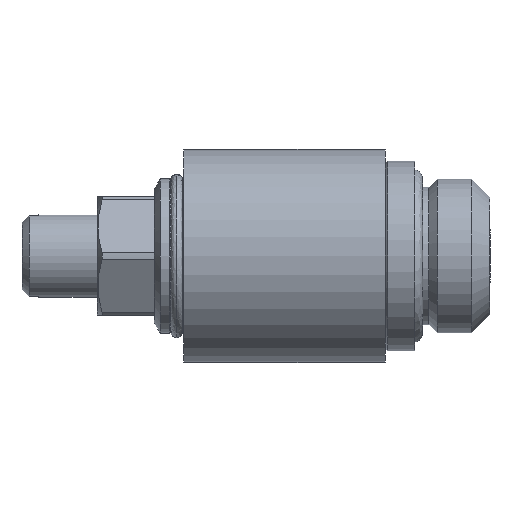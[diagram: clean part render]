
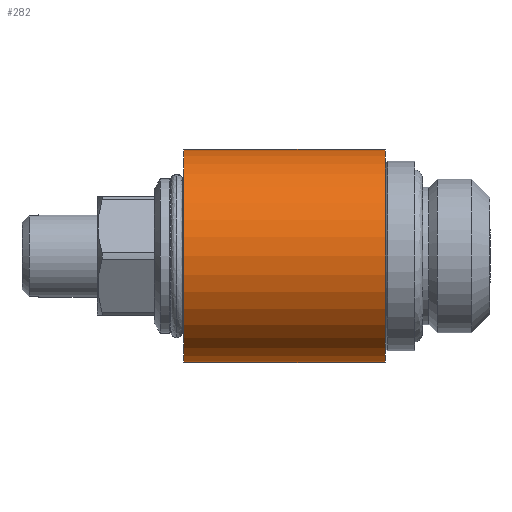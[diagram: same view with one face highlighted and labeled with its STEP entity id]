
A CAD part, left-side view. The second image highlights one B-rep face of the part: STEP entity #282.
In plain terms, the highlighted cylindrical face has radius 9 mm (diameter 18 mm), a full revolution.
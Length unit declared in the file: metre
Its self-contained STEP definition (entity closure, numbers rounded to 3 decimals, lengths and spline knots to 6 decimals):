
#282 = ADVANCED_FACE( 'NONE', ( #601, #602, #603 ), #604, .T. );
#601 = FACE_OUTER_BOUND( '', #1207, .T. );
#602 = FACE_OUTER_BOUND( '', #1208, .T. );
#603 = FACE_BOUND( '', #1209, .T. );
#604 = CYLINDRICAL_SURFACE( '', #1210, 0.009 );
#1207 = EDGE_LOOP( '', ( #1971 ) );
#1208 = EDGE_LOOP( '', ( #1972 ) );
#1209 = EDGE_LOOP( '', ( #1973, #1974 ) );
#1210 = AXIS2_PLACEMENT_3D( '', #1975, #1976, #1977 );
#1971 = ORIENTED_EDGE( '', *, *, #2348, .T. );
#1972 = ORIENTED_EDGE( '', *, *, #2480, .T. );
#1973 = ORIENTED_EDGE( '', *, *, #2517, .T. );
#1974 = ORIENTED_EDGE( '', *, *, #2356, .T. );
#1975 = CARTESIAN_POINT( '', ( 0., 0.032286, 0. ) );
#1976 = DIRECTION( '', ( 0., 1., 0. ) );
#1977 = DIRECTION( '', ( 0., 0., 1. ) );
#2348 = EDGE_CURVE( 'NONE', #2658, #2658, #2659, .T. );
#2356 = EDGE_CURVE( 'NONE', #2664, #2670, #2672, .T. );
#2480 = EDGE_CURVE( 'NONE', #2864, #2864, #2865, .T. );
#2517 = EDGE_CURVE( 'NONE', #2670, #2664, #2916, .T. );
#2658 = VERTEX_POINT( '', #3172 );
#2659 = CIRCLE( '', #3173, 0.009 );
#2664 = VERTEX_POINT( 'NONE', #3178 );
#2670 = VERTEX_POINT( 'NONE', #3217 );
#2672 = B_SPLINE_CURVE_WITH_KNOTS( '', 3, ( #3219, #3220, #3221, #3222, #3223, #3224, #3225, #3226, #3227, #3228, #3229, #3230, #3231, #3232, #3233, #3234, #3235, #3236, #3237, #3238, #3239, #3240, #3241, #3242, #3243, #3244 ), .UNSPECIFIED., .F., .F., ( 4, 1, 1, 1, 1, 1, 1, 1, 1, 1, 1, 1, 1, 1, 1, 1, 1, 1, 1, 1, 1, 1, 1, 4 ), ( 0., 0.016658, 0.032603, 0.047867, 0.062489, 0.093708, 0.124968, 0.186817, 0.249971, 0.311953, 0.374978, 0.438108, 0.499985, 0.563047, 0.624989, 0.686892, 0.749993, 0.81187, 0.875, 0.906498, 0.937494, 0.953423, 0.968754, 1. ), .UNSPECIFIED. );
#2864 = VERTEX_POINT( '', #3530 );
#2865 = CIRCLE( '', #3531, 0.009 );
#2916 = B_SPLINE_CURVE_WITH_KNOTS( '', 3, ( #3660, #3661, #3662, #3663, #3664, #3665, #3666, #3667, #3668, #3669, #3670, #3671, #3672, #3673, #3674, #3675, #3676, #3677, #3678, #3679, #3680, #3681, #3682, #3683, #3684, #3685 ), .UNSPECIFIED., .F., .F., ( 4, 1, 1, 1, 1, 1, 1, 1, 1, 1, 1, 1, 1, 1, 1, 1, 1, 1, 1, 1, 1, 1, 1, 4 ), ( 0., 0.016656, 0.0326, 0.047865, 0.062489, 0.093707, 0.124968, 0.186816, 0.249972, 0.311959, 0.374979, 0.438108, 0.499985, 0.563046, 0.624988, 0.686896, 0.749993, 0.811872, 0.875, 0.906497, 0.937494, 0.953422, 0.968754, 1. ), .UNSPECIFIED. );
#3172 = CARTESIAN_POINT( '', ( 0., 0.0092, 0.009 ) );
#3173 = AXIS2_PLACEMENT_3D( '', #3959, #3960, #3961 );
#3178 = CARTESIAN_POINT( '', ( 0.007856, 0.020573, -0.004392 ) );
#3217 = CARTESIAN_POINT( '', ( 0.007853, 0.016838, 0.004396 ) );
#3219 = CARTESIAN_POINT( '', ( 0.007856, 0.020573, -0.004392 ) );
#3220 = CARTESIAN_POINT( '', ( 0.00784, 0.020493, -0.004421 ) );
#3221 = CARTESIAN_POINT( '', ( 0.007808, 0.020336, -0.004477 ) );
#3222 = CARTESIAN_POINT( '', ( 0.007767, 0.020102, -0.004547 ) );
#3223 = CARTESIAN_POINT( '', ( 0.007732, 0.019874, -0.004606 ) );
#3224 = CARTESIAN_POINT( '', ( 0.007693, 0.019565, -0.004671 ) );
#3225 = CARTESIAN_POINT( '', ( 0.007661, 0.019169, -0.004724 ) );
#3226 = CARTESIAN_POINT( '', ( 0.007644, 0.018523, -0.004751 ) );
#3227 = CARTESIAN_POINT( '', ( 0.007691, 0.01771, -0.004675 ) );
#3228 = CARTESIAN_POINT( '', ( 0.007851, 0.016784, -0.004406 ) );
#3229 = CARTESIAN_POINT( '', ( 0.008079, 0.015928, -0.00398 ) );
#3230 = CARTESIAN_POINT( '', ( 0.008342, 0.015178, -0.003403 ) );
#3231 = CARTESIAN_POINT( '', ( 0.0086, 0.014547, -0.002695 ) );
#3232 = CARTESIAN_POINT( '', ( 0.00882, 0.014068, -0.001865 ) );
#3233 = CARTESIAN_POINT( '', ( 0.008967, 0.013764, -0.000946 ) );
#3234 = CARTESIAN_POINT( '', ( 0.009018, 0.013666, 0.000027 ) );
#3235 = CARTESIAN_POINT( '', ( 0.008961, 0.013775, 0.001 ) );
#3236 = CARTESIAN_POINT( '', ( 0.008809, 0.014091, 0.001914 ) );
#3237 = CARTESIAN_POINT( '', ( 0.008586, 0.014578, 0.002738 ) );
#3238 = CARTESIAN_POINT( '', ( 0.00837, 0.01511, 0.003321 ) );
#3239 = CARTESIAN_POINT( '', ( 0.008196, 0.015594, 0.003722 ) );
#3240 = CARTESIAN_POINT( '', ( 0.008091, 0.015921, 0.003944 ) );
#3241 = CARTESIAN_POINT( '', ( 0.008012, 0.016192, 0.004101 ) );
#3242 = CARTESIAN_POINT( '', ( 0.007936, 0.016472, 0.004247 ) );
#3243 = CARTESIAN_POINT( '', ( 0.007886, 0.016691, 0.004336 ) );
#3244 = CARTESIAN_POINT( '', ( 0.007853, 0.016838, 0.004396 ) );
#3530 = CARTESIAN_POINT( '', ( 0., 0.0262, 0.009 ) );
#3531 = AXIS2_PLACEMENT_3D( '', #4162, #4163, #4164 );
#3660 = CARTESIAN_POINT( '', ( 0.007853, 0.016838, 0.004396 ) );
#3661 = CARTESIAN_POINT( '', ( 0.007837, 0.016918, 0.004425 ) );
#3662 = CARTESIAN_POINT( '', ( 0.007806, 0.017075, 0.00448 ) );
#3663 = CARTESIAN_POINT( '', ( 0.007765, 0.017309, 0.00455 ) );
#3664 = CARTESIAN_POINT( '', ( 0.00773, 0.017537, 0.004609 ) );
#3665 = CARTESIAN_POINT( '', ( 0.007692, 0.017845, 0.004672 ) );
#3666 = CARTESIAN_POINT( '', ( 0.00766, 0.018241, 0.004725 ) );
#3667 = CARTESIAN_POINT( '', ( 0.007644, 0.018886, 0.004751 ) );
#3668 = CARTESIAN_POINT( '', ( 0.007692, 0.019698, 0.004673 ) );
#3669 = CARTESIAN_POINT( '', ( 0.007852, 0.020622, 0.004404 ) );
#3670 = CARTESIAN_POINT( '', ( 0.00808, 0.021476, 0.003977 ) );
#3671 = CARTESIAN_POINT( '', ( 0.008343, 0.022224, 0.0034 ) );
#3672 = CARTESIAN_POINT( '', ( 0.0086, 0.022854, 0.002694 ) );
#3673 = CARTESIAN_POINT( '', ( 0.00882, 0.023332, 0.001865 ) );
#3674 = CARTESIAN_POINT( '', ( 0.008967, 0.023636, 0.000948 ) );
#3675 = CARTESIAN_POINT( '', ( 0.009018, 0.023734, -0.000024 ) );
#3676 = CARTESIAN_POINT( '', ( 0.008962, 0.023626, -0.000995 ) );
#3677 = CARTESIAN_POINT( '', ( 0.00881, 0.023312, -0.001908 ) );
#3678 = CARTESIAN_POINT( '', ( 0.008588, 0.022826, -0.002732 ) );
#3679 = CARTESIAN_POINT( '', ( 0.008373, 0.022296, -0.003315 ) );
#3680 = CARTESIAN_POINT( '', ( 0.008199, 0.021813, -0.003717 ) );
#3681 = CARTESIAN_POINT( '', ( 0.008094, 0.021488, -0.003938 ) );
#3682 = CARTESIAN_POINT( '', ( 0.008014, 0.021218, -0.004096 ) );
#3683 = CARTESIAN_POINT( '', ( 0.007938, 0.020939, -0.004242 ) );
#3684 = CARTESIAN_POINT( '', ( 0.007889, 0.02072, -0.004332 ) );
#3685 = CARTESIAN_POINT( '', ( 0.007856, 0.020573, -0.004392 ) );
#3959 = CARTESIAN_POINT( '', ( 0., 0.0092, 0. ) );
#3960 = DIRECTION( '', ( 0., 1., 0. ) );
#3961 = DIRECTION( '', ( 0., 0., 1. ) );
#4162 = CARTESIAN_POINT( '', ( 0., 0.0262, 0. ) );
#4163 = DIRECTION( '', ( 0., -1., 0. ) );
#4164 = DIRECTION( '', ( 0., 0., 1. ) );
